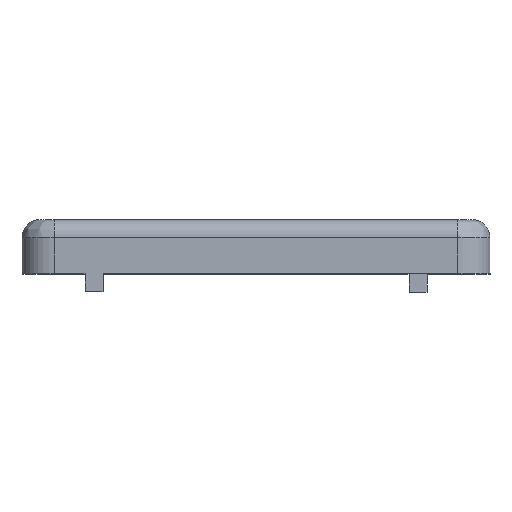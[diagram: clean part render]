
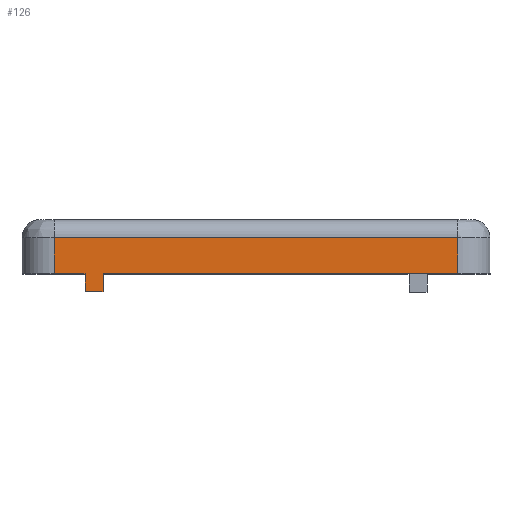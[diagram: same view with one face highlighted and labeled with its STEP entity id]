
A CAD part, top view. The second image highlights one B-rep face of the part: STEP entity #126.
In plain terms, the highlighted planar face has unit normal (0, 0, 1).
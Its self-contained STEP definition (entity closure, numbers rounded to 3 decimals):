
#126 = ADVANCED_FACE( 'NONE', ( #311 ), #312, .T. );
#311 = FACE_OUTER_BOUND( '', #556, .T. );
#312 = PLANE( '', #557 );
#556 = EDGE_LOOP( '', ( #1017, #1018, #1019, #1020, #1021, #1022, #1023, #1024 ) );
#557 = AXIS2_PLACEMENT_3D( '', #1025, #1026, #1027 );
#1017 = ORIENTED_EDGE( '', *, *, #1639, .T. );
#1018 = ORIENTED_EDGE( '', *, *, #1640, .F. );
#1019 = ORIENTED_EDGE( '', *, *, #1529, .F. );
#1020 = ORIENTED_EDGE( '', *, *, #1641, .T. );
#1021 = ORIENTED_EDGE( '', *, *, #1642, .T. );
#1022 = ORIENTED_EDGE( '', *, *, #1571, .F. );
#1023 = ORIENTED_EDGE( '', *, *, #1643, .F. );
#1024 = ORIENTED_EDGE( '', *, *, #1644, .T. );
#1025 = CARTESIAN_POINT( '', ( -11.2, 0., 14.5 ) );
#1026 = DIRECTION( '', ( 0., 0., 1. ) );
#1027 = DIRECTION( '', ( 1., 0., 0. ) );
#1529 = EDGE_CURVE( 'NONE', #1813, #1808, #1815, .T. );
#1571 = EDGE_CURVE( 'NONE', #1890, #1892, #1893, .T. );
#1639 = EDGE_CURVE( 'NONE', #2012, #2013, #2014, .T. );
#1640 = EDGE_CURVE( 'NONE', #1808, #2013, #2015, .T. );
#1641 = EDGE_CURVE( 'NONE', #1813, #2016, #2017, .T. );
#1642 = EDGE_CURVE( 'NONE', #2016, #1892, #2018, .T. );
#1643 = EDGE_CURVE( 'NONE', #2019, #1890, #2020, .T. );
#1644 = EDGE_CURVE( 'NONE', #2019, #2012, #2021, .T. );
#1808 = VERTEX_POINT( 'NONE', #2214 );
#1813 = VERTEX_POINT( 'NONE', #2221 );
#1815 = LINE( '', #2224, #2225 );
#1890 = VERTEX_POINT( 'NONE', #2315 );
#1892 = VERTEX_POINT( 'NONE', #2317 );
#1893 = LINE( '', #2318, #2319 );
#2012 = VERTEX_POINT( 'NONE', #2469 );
#2013 = VERTEX_POINT( 'NONE', #2470 );
#2014 = LINE( '', #2471, #2472 );
#2015 = LINE( '', #2473, #2474 );
#2016 = VERTEX_POINT( 'NONE', #2475 );
#2017 = LINE( '', #2476, #2477 );
#2018 = LINE( '', #2478, #2479 );
#2019 = VERTEX_POINT( 'NONE', #2480 );
#2020 = LINE( '', #2481, #2482 );
#2021 = LINE( '', #2483, #2484 );
#2214 = CARTESIAN_POINT( '', ( -9.5, -4., 14.5 ) );
#2221 = CARTESIAN_POINT( '', ( -8.5, -4., 14.5 ) );
#2224 = CARTESIAN_POINT( '', ( -9.5, -4., 14.5 ) );
#2225 = VECTOR( '', #2711, 1000. );
#2315 = CARTESIAN_POINT( '', ( 11.2, -1., 14.5 ) );
#2317 = CARTESIAN_POINT( '', ( 11.2, -3., 14.5 ) );
#2318 = CARTESIAN_POINT( '', ( 11.2, 0., 14.5 ) );
#2319 = VECTOR( '', #2796, 1000. );
#2469 = CARTESIAN_POINT( '', ( -11.2, -3., 14.5 ) );
#2470 = CARTESIAN_POINT( '', ( -9.5, -3., 14.5 ) );
#2471 = CARTESIAN_POINT( '', ( -11.2, -3., 14.5 ) );
#2472 = VECTOR( '', #2912, 1000. );
#2473 = CARTESIAN_POINT( '', ( -9.5, -4., 14.5 ) );
#2474 = VECTOR( '', #2913, 1000. );
#2475 = CARTESIAN_POINT( '', ( -8.5, -3., 14.5 ) );
#2476 = CARTESIAN_POINT( '', ( -8.5, -4., 14.5 ) );
#2477 = VECTOR( '', #2914, 1000. );
#2478 = CARTESIAN_POINT( '', ( -11.2, -3., 14.5 ) );
#2479 = VECTOR( '', #2915, 1000. );
#2480 = CARTESIAN_POINT( '', ( -11.2, -1., 14.5 ) );
#2481 = CARTESIAN_POINT( '', ( -11.2, -1., 14.5 ) );
#2482 = VECTOR( '', #2916, 1000. );
#2483 = CARTESIAN_POINT( '', ( -11.2, 0., 14.5 ) );
#2484 = VECTOR( '', #2917, 1000. );
#2711 = DIRECTION( '', ( -1., 0., 0. ) );
#2796 = DIRECTION( '', ( 0., -1., 0. ) );
#2912 = DIRECTION( '', ( 1., 0., 0. ) );
#2913 = DIRECTION( '', ( 0., 1., 0. ) );
#2914 = DIRECTION( '', ( 0., 1., 0. ) );
#2915 = DIRECTION( '', ( 1., 0., 0. ) );
#2916 = DIRECTION( '', ( 1., 0., 0. ) );
#2917 = DIRECTION( '', ( 0., -1., 0. ) );
